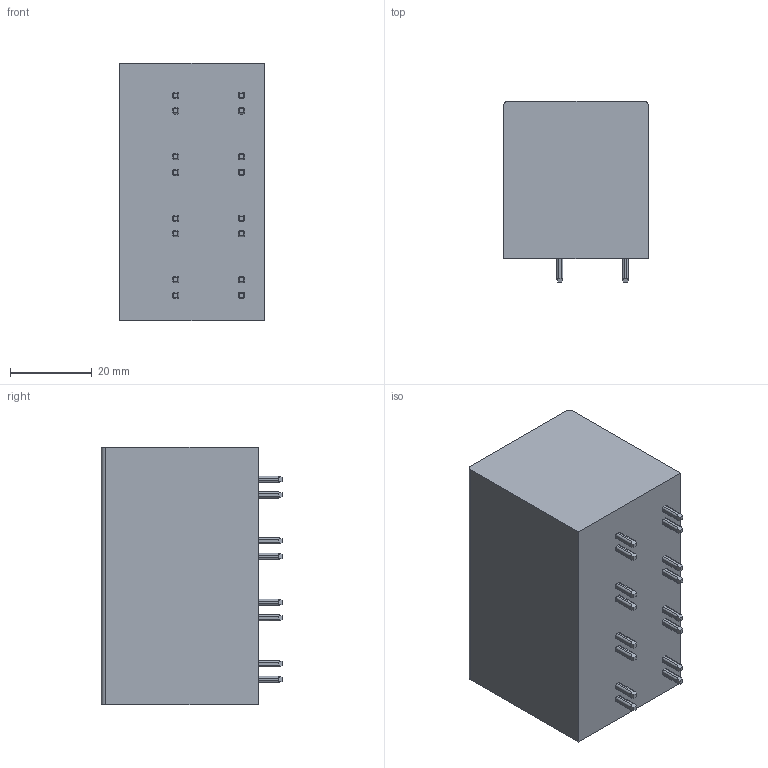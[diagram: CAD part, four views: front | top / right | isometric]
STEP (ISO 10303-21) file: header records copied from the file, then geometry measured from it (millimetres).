
FILE_DESCRIPTION (( 'STEP AP203' ), '1' );
FILE_NAME ('MPX410-150504_20180813.STEP', '2018-08-13T08:48:52', ( 'AcerPC' ), ( 'DECA' ), 'SwSTEP 2.0', 'SolidWorks 2012', '' );
FILE_SCHEMA (( 'CONFIG_CONTROL_DESIGN' ));
Length unit declared in the file: millimetre
Products named in the file (1): MPX410-150504_20180813
Bounding box: 35.2 x 44.2 x 62.75 mm (x, y, z)
Volume: 82222.8 mm3; surface area: 13165.3 mm2
Topology: 1 solids, 1 shells, 334 faces, 872 edges, 564 vertices
Faces by surface type: plane 184, cylinder 118, torus 24, bspline 8
Entity records: 11249 total; most frequent: CARTESIAN_POINT 3295, ORIENTED_EDGE 1744, DIRECTION 1546, EDGE_CURVE 872, VERTEX_POINT 564, VECTOR 524, LINE 524, AXIS2_PLACEMENT_3D 511
